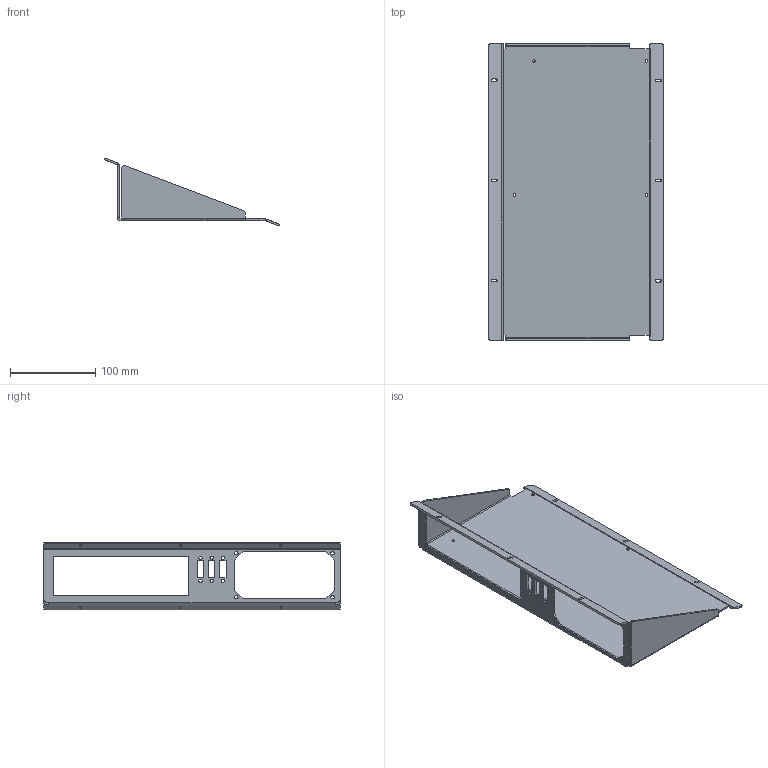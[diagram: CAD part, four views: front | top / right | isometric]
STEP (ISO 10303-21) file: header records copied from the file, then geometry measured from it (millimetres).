
FILE_DESCRIPTION (( 'STEP AP214' ), '1' );
FILE_NAME ('Metal_Panel_motherboard+PSU.STEP', '2023-06-24T22:39:14', ( '' ), ( '' ), 'SwSTEP 2.0', 'SolidWorks 2021', '' );
FILE_SCHEMA (( 'AUTOMOTIVE_DESIGN' ));
Length unit declared in the file: millimetre
Products named in the file (1): Metal_Panel_motherboard+PSU
Bounding box: 206.5 x 348 x 79.64 mm (x, y, z)
Volume: 180649.8 mm3; surface area: 185867.3 mm2
Topology: 1 solids, 1 shells, 162 faces, 440 edges, 280 vertices
Faces by surface type: plane 93, cylinder 69
Entity records: 5216 total; most frequent: DIRECTION 904, CARTESIAN_POINT 883, ORIENTED_EDGE 880, EDGE_CURVE 440, LINE 302, VECTOR 302, AXIS2_PLACEMENT_3D 301, VERTEX_POINT 280
